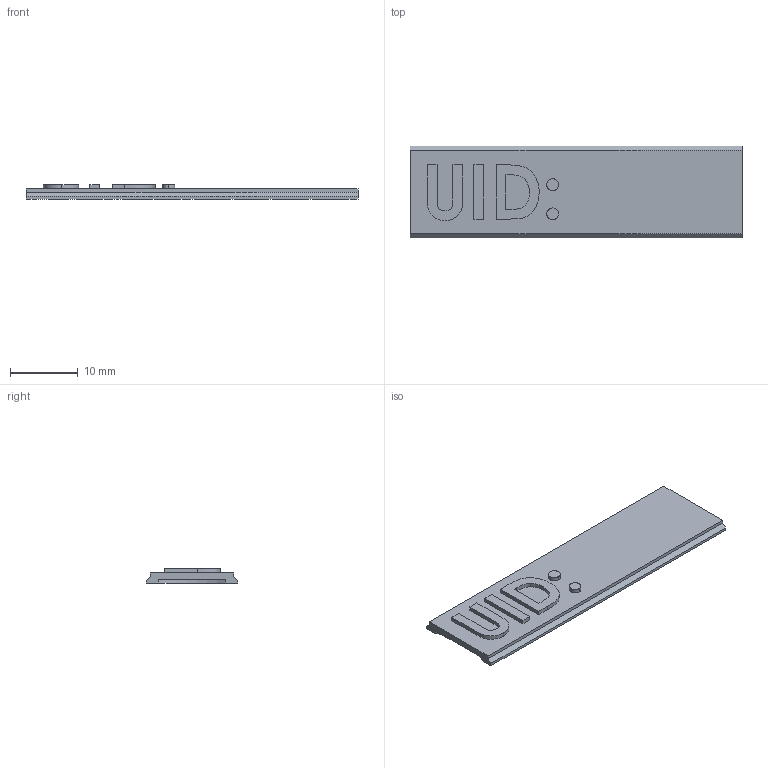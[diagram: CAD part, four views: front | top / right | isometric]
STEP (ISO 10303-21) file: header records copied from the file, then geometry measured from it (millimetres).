
FILE_DESCRIPTION (( 'STEP AP214' ), '1' );
FILE_NAME ('UID side tag.STEP', '2025-06-27T17:09:08', ( '' ), ( '' ), 'SwSTEP 2.0', 'SolidWorks 2023', '' );
FILE_SCHEMA (( 'AUTOMOTIVE_DESIGN' ));
Length unit declared in the file: millimetre
Products named in the file (1): UID side tag
Bounding box: 49 x 13.5 x 2.1 mm (x, y, z)
Volume: 900.4 mm3; surface area: 1660 mm2
Topology: 1 solids, 1 shells, 148 faces, 387 edges, 258 vertices
Faces by surface type: plane 78, bspline 67, cylinder 3
Entity records: 8422 total; most frequent: CARTESIAN_POINT 5205, ORIENTED_EDGE 774, DIRECTION 423, EDGE_CURVE 387, VERTEX_POINT 258, LINE 247, VECTOR 247, EDGE_LOOP 165
